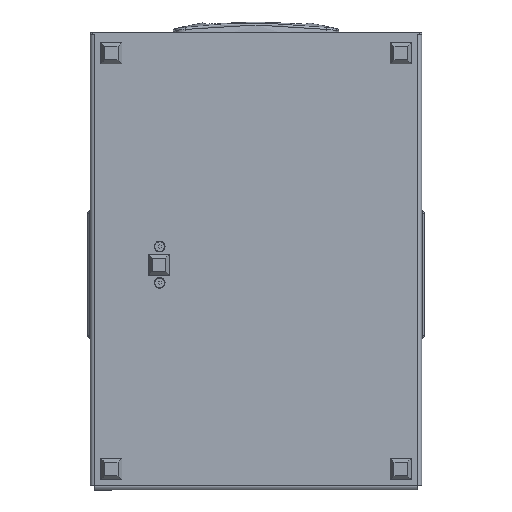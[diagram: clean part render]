
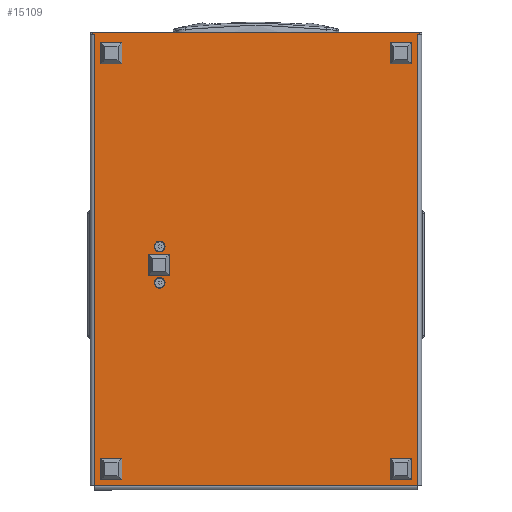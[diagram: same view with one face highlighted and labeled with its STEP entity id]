
A CAD part, front view. The second image highlights one B-rep face of the part: STEP entity #15109.
In plain terms, the highlighted face is planar.
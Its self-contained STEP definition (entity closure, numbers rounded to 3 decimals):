
#11 = DIRECTION ( 'NONE',  ( 0., 1., 0. ) ) ;
#166 = VECTOR ( 'NONE', #32279, 1000. ) ;
#538 = CARTESIAN_POINT ( 'NONE',  ( 0., 312., 0. ) ) ;
#676 = DIRECTION ( 'NONE',  ( 0., 0., -1. ) ) ;
#1101 = ORIENTED_EDGE ( 'NONE', *, *, #21050, .T. ) ;
#1543 = AXIS2_PLACEMENT_3D ( 'NONE', #18370, #20388, #18194 ) ;
#2187 = LINE ( 'NONE', #21219, #166 ) ;
#2283 = EDGE_CURVE ( 'NONE', #17501, #7219, #15197, .T. ) ;
#2347 = DIRECTION ( 'NONE',  ( -1., 0., 0. ) ) ;
#2516 = PLANE ( 'NONE',  #5861 ) ;
#2877 = DIRECTION ( 'NONE',  ( 0., 0., -1. ) ) ;
#3303 = CARTESIAN_POINT ( 'NONE',  ( 0., 0., 0. ) ) ;
#3629 = EDGE_LOOP ( 'NONE', ( #29738, #26974 ) ) ;
#3945 = VECTOR ( 'NONE', #10117, 1000. ) ;
#5103 = VERTEX_POINT ( 'NONE', #30650 ) ;
#5116 = CARTESIAN_POINT ( 'NONE',  ( 0., -4., 0. ) ) ;
#5323 = CARTESIAN_POINT ( 'NONE',  ( 0., -2., 0. ) ) ;
#5416 = EDGE_CURVE ( 'NONE', #30915, #6968, #28549, .T. ) ;
#5782 = FACE_OUTER_BOUND ( 'NONE', #16234, .T. ) ;
#5861 = AXIS2_PLACEMENT_3D ( 'NONE', #538, #2877, #19169 ) ;
#6017 = ORIENTED_EDGE ( 'NONE', *, *, #30801, .T. ) ;
#6287 = CARTESIAN_POINT ( 'NONE',  ( 240., 249., 0. ) ) ;
#6707 = VERTEX_POINT ( 'NONE', #21020 ) ;
#6968 = VERTEX_POINT ( 'NONE', #12626 ) ;
#7195 = EDGE_LOOP ( 'NONE', ( #28384, #16362 ) ) ;
#7219 = VERTEX_POINT ( 'NONE', #8097 ) ;
#7558 = DIRECTION ( 'NONE',  ( 0., 0., -1. ) ) ;
#7769 = CARTESIAN_POINT ( 'NONE',  ( 0., -2., 0. ) ) ;
#7952 = DIRECTION ( 'NONE',  ( -1., 0., 0. ) ) ;
#8097 = CARTESIAN_POINT ( 'NONE',  ( 0., 314., 0. ) ) ;
#9142 = VECTOR ( 'NONE', #11, 1000. ) ;
#9953 = VECTOR ( 'NONE', #14693, 1000. ) ;
#10117 = DIRECTION ( 'NONE',  ( 0., -1., 0. ) ) ;
#10270 = CARTESIAN_POINT ( 'NONE',  ( 245.2, 249., 0. ) ) ;
#10519 = LINE ( 'NONE', #5116, #9142 ) ;
#11007 = LINE ( 'NONE', #32955, #28067 ) ;
#11676 = CARTESIAN_POINT ( 'NONE',  ( 0., 312., 0. ) ) ;
#11967 = DIRECTION ( 'NONE',  ( 1., 0., 0. ) ) ;
#12257 = VERTEX_POINT ( 'NONE', #10270 ) ;
#12320 = VECTOR ( 'NONE', #11967, 1000. ) ;
#12626 = CARTESIAN_POINT ( 'NONE',  ( 210.2, 249., 0. ) ) ;
#12778 = DIRECTION ( 'NONE',  ( -1., 0., 0. ) ) ;
#13366 = EDGE_CURVE ( 'NONE', #14565, #19688, #2187, .T. ) ;
#13661 = ORIENTED_EDGE ( 'NONE', *, *, #19635, .F. ) ;
#14136 = LINE ( 'NONE', #3303, #9953 ) ;
#14565 = VERTEX_POINT ( 'NONE', #31235 ) ;
#14693 = DIRECTION ( 'NONE',  ( 1., 0., 0. ) ) ;
#15051 = CARTESIAN_POINT ( 'NONE',  ( 436., 0., 0. ) ) ;
#15109 = ADVANCED_FACE ( 'NONE', ( #22287, #21923, #5782 ), #2516, .T. ) ;
#15197 = LINE ( 'NONE', #28825, #33269 ) ;
#16234 = EDGE_LOOP ( 'NONE', ( #26646, #26516, #27660, #1101, #21406, #27573, #6017, #13661 ) ) ;
#16362 = ORIENTED_EDGE ( 'NONE', *, *, #19930, .F. ) ;
#17501 = VERTEX_POINT ( 'NONE', #11676 ) ;
#18194 = DIRECTION ( 'NONE',  ( -1., 0., 0. ) ) ;
#18370 = CARTESIAN_POINT ( 'NONE',  ( 205., 249., 0. ) ) ;
#18433 = CARTESIAN_POINT ( 'NONE',  ( -2., 314., 0. ) ) ;
#18789 = EDGE_CURVE ( 'NONE', #6707, #17501, #11007, .T. ) ;
#19169 = DIRECTION ( 'NONE',  ( -1., 0., 0. ) ) ;
#19442 = DIRECTION ( 'NONE',  ( -1., 0., 0. ) ) ;
#19635 = EDGE_CURVE ( 'NONE', #5103, #29067, #14136, .T. ) ;
#19688 = VERTEX_POINT ( 'NONE', #18433 ) ;
#19930 = EDGE_CURVE ( 'NONE', #12257, #35680, #34294, .T. ) ;
#20337 = CARTESIAN_POINT ( 'NONE',  ( 234.8, 249., 0. ) ) ;
#20388 = DIRECTION ( 'NONE',  ( 0., 0., -1. ) ) ;
#20828 = LINE ( 'NONE', #34625, #12320 ) ;
#21020 = CARTESIAN_POINT ( 'NONE',  ( 436., 312., 0. ) ) ;
#21050 = EDGE_CURVE ( 'NONE', #19688, #7219, #20828, .T. ) ;
#21219 = CARTESIAN_POINT ( 'NONE',  ( -2., -4., 0. ) ) ;
#21371 = CARTESIAN_POINT ( 'NONE',  ( 436., 312., 0. ) ) ;
#21406 = ORIENTED_EDGE ( 'NONE', *, *, #2283, .F. ) ;
#21597 = AXIS2_PLACEMENT_3D ( 'NONE', #24289, #27182, #2347 ) ;
#21694 = CARTESIAN_POINT ( 'NONE',  ( 240., 249., 0. ) ) ;
#21923 = FACE_BOUND ( 'NONE', #7195, .T. ) ;
#22287 = FACE_BOUND ( 'NONE', #3629, .T. ) ;
#23414 = VECTOR ( 'NONE', #19442, 1000. ) ;
#23642 = EDGE_CURVE ( 'NONE', #6968, #30915, #28180, .T. ) ;
#24289 = CARTESIAN_POINT ( 'NONE',  ( 205., 249., 0. ) ) ;
#24542 = LINE ( 'NONE', #5323, #23414 ) ;
#25009 = AXIS2_PLACEMENT_3D ( 'NONE', #6287, #676, #33835 ) ;
#26003 = AXIS2_PLACEMENT_3D ( 'NONE', #21694, #7558, #12778 ) ;
#26516 = ORIENTED_EDGE ( 'NONE', *, *, #28260, .T. ) ;
#26646 = ORIENTED_EDGE ( 'NONE', *, *, #32767, .F. ) ;
#26800 = EDGE_CURVE ( 'NONE', #35680, #12257, #34104, .T. ) ;
#26974 = ORIENTED_EDGE ( 'NONE', *, *, #23642, .F. ) ;
#27182 = DIRECTION ( 'NONE',  ( 0., 0., -1. ) ) ;
#27573 = ORIENTED_EDGE ( 'NONE', *, *, #18789, .F. ) ;
#27660 = ORIENTED_EDGE ( 'NONE', *, *, #13366, .T. ) ;
#28067 = VECTOR ( 'NONE', #7952, 1000. ) ;
#28180 = CIRCLE ( 'NONE', #1543, 5.2 ) ;
#28260 = EDGE_CURVE ( 'NONE', #30768, #14565, #24542, .T. ) ;
#28384 = ORIENTED_EDGE ( 'NONE', *, *, #26800, .F. ) ;
#28549 = CIRCLE ( 'NONE', #21597, 5.2 ) ;
#28825 = CARTESIAN_POINT ( 'NONE',  ( 0., -4., 0. ) ) ;
#29067 = VERTEX_POINT ( 'NONE', #15051 ) ;
#29738 = ORIENTED_EDGE ( 'NONE', *, *, #5416, .F. ) ;
#30650 = CARTESIAN_POINT ( 'NONE',  ( 0., 0., 0. ) ) ;
#30768 = VERTEX_POINT ( 'NONE', #7769 ) ;
#30801 = EDGE_CURVE ( 'NONE', #6707, #29067, #35154, .T. ) ;
#30915 = VERTEX_POINT ( 'NONE', #34007 ) ;
#31235 = CARTESIAN_POINT ( 'NONE',  ( -2., -2., 0. ) ) ;
#32279 = DIRECTION ( 'NONE',  ( 0., 1., 0. ) ) ;
#32767 = EDGE_CURVE ( 'NONE', #30768, #5103, #10519, .T. ) ;
#32955 = CARTESIAN_POINT ( 'NONE',  ( 0., 312., 0. ) ) ;
#33269 = VECTOR ( 'NONE', #33905, 1000. ) ;
#33835 = DIRECTION ( 'NONE',  ( -1., 0., 0. ) ) ;
#33905 = DIRECTION ( 'NONE',  ( 0., 1., 0. ) ) ;
#34007 = CARTESIAN_POINT ( 'NONE',  ( 199.8, 249., 0. ) ) ;
#34104 = CIRCLE ( 'NONE', #26003, 5.2 ) ;
#34294 = CIRCLE ( 'NONE', #25009, 5.2 ) ;
#34625 = CARTESIAN_POINT ( 'NONE',  ( 0., 314., 0. ) ) ;
#35154 = LINE ( 'NONE', #21371, #3945 ) ;
#35680 = VERTEX_POINT ( 'NONE', #20337 ) ;
